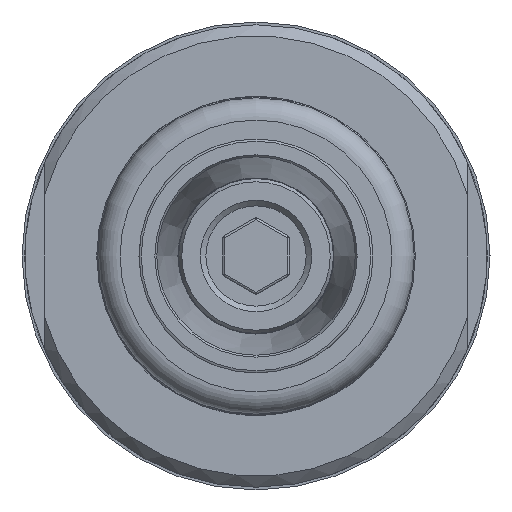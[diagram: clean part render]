
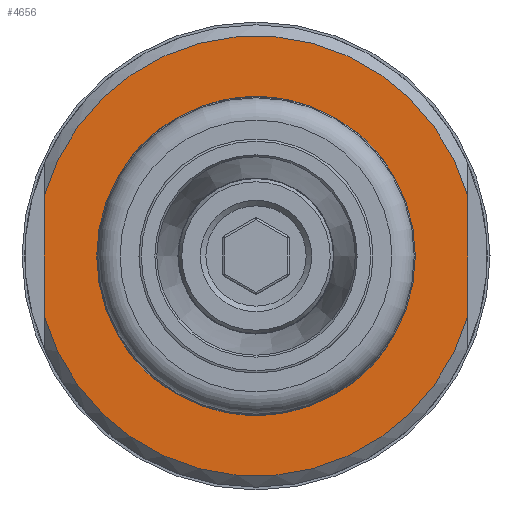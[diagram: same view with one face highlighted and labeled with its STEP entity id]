
A CAD part, left-side view. The second image highlights one B-rep face of the part: STEP entity #4656.
In plain terms, the highlighted planar face has unit normal (-1, 0, 0).
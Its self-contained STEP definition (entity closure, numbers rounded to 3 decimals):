
#721=LINE('',#7959,#1089);
#725=LINE('',#7978,#1093);
#1089=VECTOR('',#6099,10.782);
#1093=VECTOR('',#6109,10.782);
#1208=FACE_BOUND('',#1958,.T.);
#1364=PLANE('',#5043);
#1603=FACE_OUTER_BOUND('',#1957,.T.);
#1957=EDGE_LOOP('',(#4195,#4196,#4197,#4198));
#1958=EDGE_LOOP('',(#4199));
#2121=CIRCLE('',#5039,19.75);
#2122=CIRCLE('',#5042,8.);
#2123=CIRCLE('',#5044,19.75);
#2549=VERTEX_POINT('',#7954);
#2550=VERTEX_POINT('',#7958);
#2555=VERTEX_POINT('',#7973);
#2556=VERTEX_POINT('',#7977);
#2559=VERTEX_POINT('',#7993);
#3106=EDGE_CURVE('',#2550,#2549,#721,.T.);
#3113=EDGE_CURVE('',#2556,#2555,#725,.T.);
#3119=EDGE_CURVE('',#2550,#2555,#2121,.T.);
#3120=EDGE_CURVE('',#2559,#2559,#2122,.T.);
#3121=EDGE_CURVE('',#2556,#2549,#2123,.T.);
#4195=ORIENTED_EDGE('',*,*,#3106,.T.);
#4196=ORIENTED_EDGE('',*,*,#3121,.F.);
#4197=ORIENTED_EDGE('',*,*,#3113,.T.);
#4198=ORIENTED_EDGE('',*,*,#3119,.F.);
#4199=ORIENTED_EDGE('',*,*,#3120,.T.);
#4656=ADVANCED_FACE('',(#1603,#1208),#1364,.T.);
#5039=AXIS2_PLACEMENT_3D('',#7990,#6121,#6122);
#5042=AXIS2_PLACEMENT_3D('',#7994,#6127,#6128);
#5043=AXIS2_PLACEMENT_3D('',#7995,#6129,#6130);
#5044=AXIS2_PLACEMENT_3D('',#7996,#6131,#6132);
#6099=DIRECTION('',(0.,0.,-1.));
#6109=DIRECTION('',(0.,0.,1.));
#6121=DIRECTION('center_axis',(1.,0.,0.));
#6122=DIRECTION('ref_axis',(0.,0.,
1.));
#6127=DIRECTION('center_axis',(1.,0.,0.));
#6128=DIRECTION('ref_axis',(0.,0.,
1.));
#6129=DIRECTION('center_axis',(-1.,0.,0.));
#6130=DIRECTION('ref_axis',(0.,-1.,0.));
#6131=DIRECTION('center_axis',(1.,0.,0.));
#6132=DIRECTION('ref_axis',(0.,0.,
1.));
#7954=CARTESIAN_POINT('',(-87.5,19.,-5.391));
#7958=CARTESIAN_POINT('',(-87.5,19.,5.391));
#7959=CARTESIAN_POINT('',(-87.5,19.,1.392));
#7973=CARTESIAN_POINT('',(-87.5,-19.,5.391));
#7977=CARTESIAN_POINT('',(-87.5,-19.,-5.391));
#7978=CARTESIAN_POINT('',(-87.5,-19.,12.483));
#7990=CARTESIAN_POINT('Origin',(-87.5,0.,
0.));
#7993=CARTESIAN_POINT('',(-87.5,0.,8.));
#7994=CARTESIAN_POINT('Origin',(-87.5,0.,
0.));
#7995=CARTESIAN_POINT('Origin',(-87.5,0.,
13.875));
#7996=CARTESIAN_POINT('Origin',(-87.5,0.,
0.));
